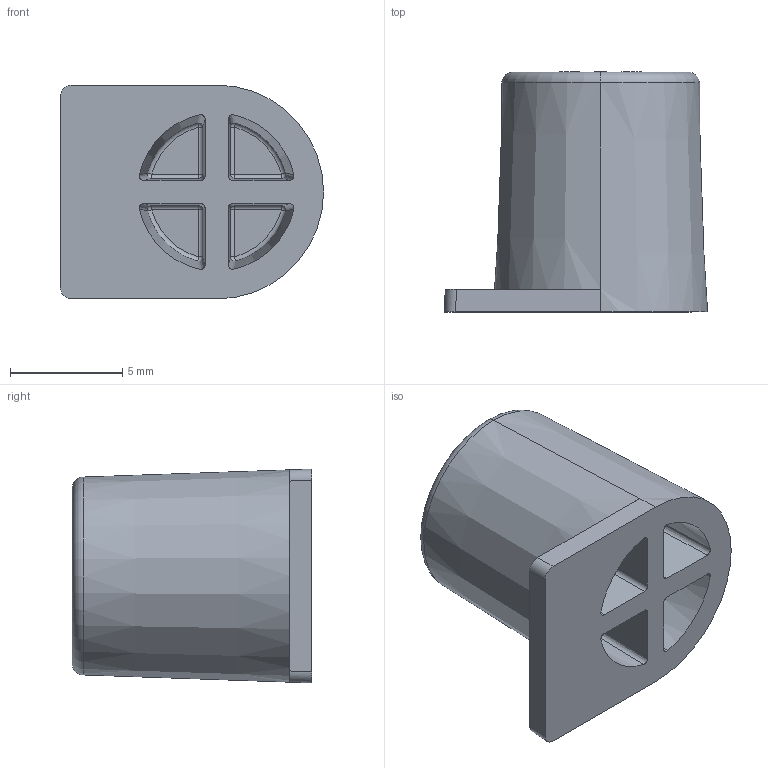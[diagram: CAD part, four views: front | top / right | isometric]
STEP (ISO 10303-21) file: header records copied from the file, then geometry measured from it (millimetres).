
FILE_DESCRIPTION (( 'STEP AP214' ), '1' );
FILE_NAME ('POWER BUTTON.STEP', '2020-05-08T10:06:29', ( '' ), ( '' ), 'SwSTEP 2.0', 'SolidWorks 2018', '' );
FILE_SCHEMA (( 'AUTOMOTIVE_DESIGN' ));
Length unit declared in the file: millimetre
Products named in the file (1): POWER BUTTON
Bounding box: 11.75 x 10.71 x 9.55 mm (x, y, z)
Volume: 530.3 mm3; surface area: 859.8 mm2
Topology: 3 solids, 3 shells, 82 faces, 188 edges, 104 vertices
Faces by surface type: plane 28, bspline 16, cylinder 14, sphere 12, torus 6, cone 6
Entity records: 2420 total; most frequent: CARTESIAN_POINT 715, ORIENTED_EDGE 352, DIRECTION 318, EDGE_CURVE 176, AXIS2_PLACEMENT_3D 123, VERTEX_POINT 104, EDGE_LOOP 86, ADVANCED_FACE 82
